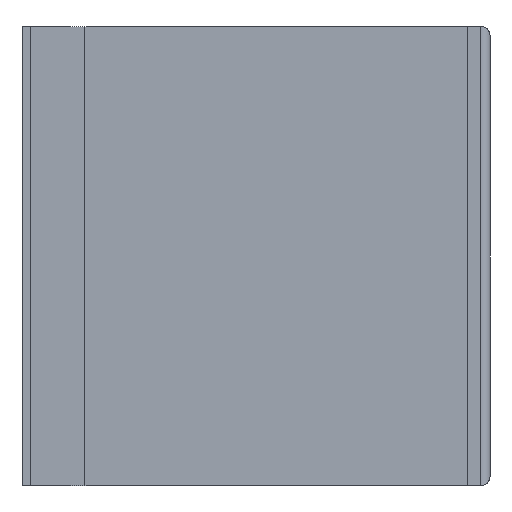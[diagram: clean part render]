
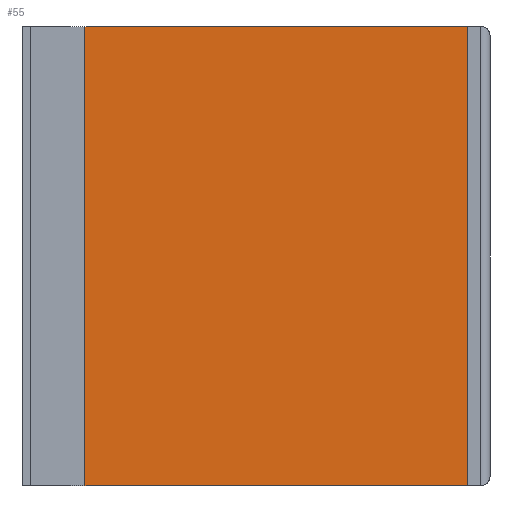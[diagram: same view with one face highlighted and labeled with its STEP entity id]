
A CAD part, front view. The second image highlights one B-rep face of the part: STEP entity #55.
In plain terms, the highlighted planar face has unit normal (0, -1, 0).
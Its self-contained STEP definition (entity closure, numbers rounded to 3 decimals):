
#24 = ORIENTED_EDGE ( 'NONE', *, *, #872, .T. ) ;
#26 = VECTOR ( 'NONE', #546, 1000. ) ;
#55 = ADVANCED_FACE ( 'NONE', ( #919 ), #1001, .F. ) ;
#88 = VECTOR ( 'NONE', #302, 1000. ) ;
#127 = CARTESIAN_POINT ( 'NONE',  ( 85., -77., 51. ) ) ;
#136 = CARTESIAN_POINT ( 'NONE',  ( 85., -77., 51. ) ) ;
#157 = LINE ( 'NONE', #136, #88 ) ;
#162 = LINE ( 'NONE', #608, #1024 ) ;
#191 = VERTEX_POINT ( 'NONE', #508 ) ;
#255 = VERTEX_POINT ( 'NONE', #532 ) ;
#281 = ORIENTED_EDGE ( 'NONE', *, *, #327, .T. ) ;
#302 = DIRECTION ( 'NONE',  ( 0., 0., -1. ) ) ;
#327 = EDGE_CURVE ( 'NONE', #451, #191, #162, .T. ) ;
#438 = DIRECTION ( 'NONE',  ( 0., 0., -1. ) ) ;
#451 = VERTEX_POINT ( 'NONE', #127 ) ;
#464 = ORIENTED_EDGE ( 'NONE', *, *, #1055, .F. ) ;
#468 = CARTESIAN_POINT ( 'NONE',  ( 90., -77., -51. ) ) ;
#496 = CARTESIAN_POINT ( 'NONE',  ( 90., -77., -51. ) ) ;
#508 = CARTESIAN_POINT ( 'NONE',  ( 0., -77., 51. ) ) ;
#532 = CARTESIAN_POINT ( 'NONE',  ( 85., -77., -51. ) ) ;
#546 = DIRECTION ( 'NONE',  ( -1., 0., 0. ) ) ;
#577 = DIRECTION ( 'NONE',  ( 0., 0., 1. ) ) ;
#599 = AXIS2_PLACEMENT_3D ( 'NONE', #496, #995, #577 ) ;
#608 = CARTESIAN_POINT ( 'NONE',  ( 90., -77., 51. ) ) ;
#614 = DIRECTION ( 'NONE',  ( -1., 0., 0. ) ) ;
#650 = VECTOR ( 'NONE', #438, 1000. ) ;
#655 = CARTESIAN_POINT ( 'NONE',  ( 0., -77., -51. ) ) ;
#722 = ORIENTED_EDGE ( 'NONE', *, *, #1074, .F. ) ;
#734 = EDGE_LOOP ( 'NONE', ( #722, #464, #281, #24 ) ) ;
#762 = VERTEX_POINT ( 'NONE', #655 ) ;
#872 = EDGE_CURVE ( 'NONE', #191, #762, #991, .T. ) ;
#919 = FACE_OUTER_BOUND ( 'NONE', #734, .T. ) ;
#991 = LINE ( 'NONE', #1015, #650 ) ;
#994 = LINE ( 'NONE', #468, #26 ) ;
#995 = DIRECTION ( 'NONE',  ( 0., 1., 0. ) ) ;
#1001 = PLANE ( 'NONE',  #599 ) ;
#1015 = CARTESIAN_POINT ( 'NONE',  ( 0., -77., -51. ) ) ;
#1024 = VECTOR ( 'NONE', #614, 1000. ) ;
#1055 = EDGE_CURVE ( 'NONE', #451, #255, #157, .T. ) ;
#1074 = EDGE_CURVE ( 'NONE', #255, #762, #994, .T. ) ;
